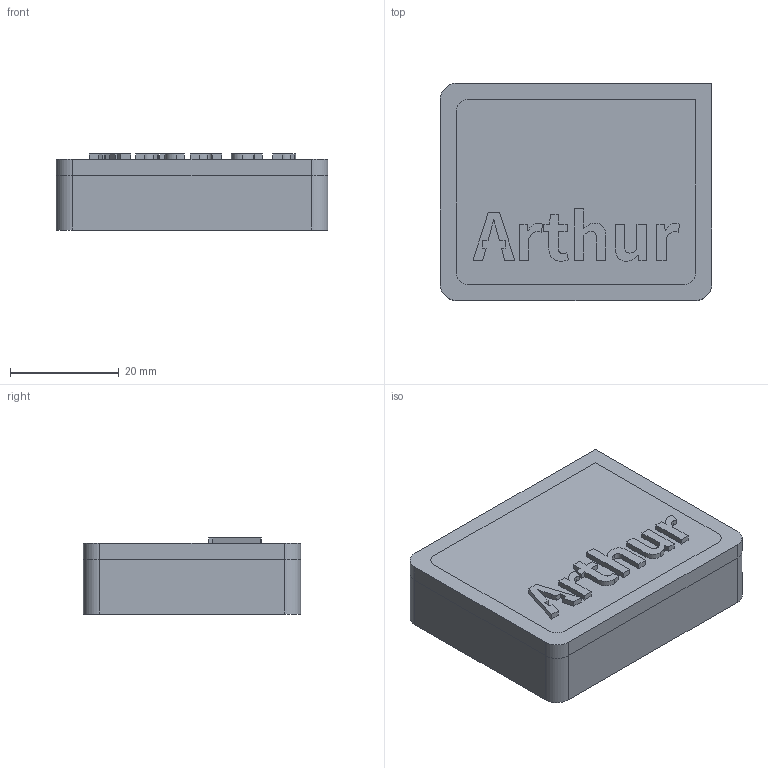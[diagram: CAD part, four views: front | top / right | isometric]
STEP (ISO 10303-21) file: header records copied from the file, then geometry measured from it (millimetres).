
FILE_DESCRIPTION (( 'STEP AP214' ), '1' );
FILE_NAME ('two-color-brick.STEP', '2025-11-07T14:00:04', ( '' ), ( '' ), 'SwSTEP 2.0', 'SolidWorks 2025', '' );
FILE_SCHEMA (( 'AUTOMOTIVE_DESIGN' ));
Length unit declared in the file: millimetre
Products named in the file (1): two-color-brick
Bounding box: 50 x 40 x 14 mm (x, y, z)
Volume: 26056 mm3; surface area: 8654.6 mm2
Topology: 8 solids, 8 shells, 127 faces, 330 edges, 220 vertices
Faces by surface type: plane 93, bspline 22, cylinder 12
Entity records: 4754 total; most frequent: CARTESIAN_POINT 1668, ORIENTED_EDGE 660, DIRECTION 522, EDGE_CURVE 330, VECTOR 262, LINE 262, VERTEX_POINT 220, EDGE_LOOP 130
